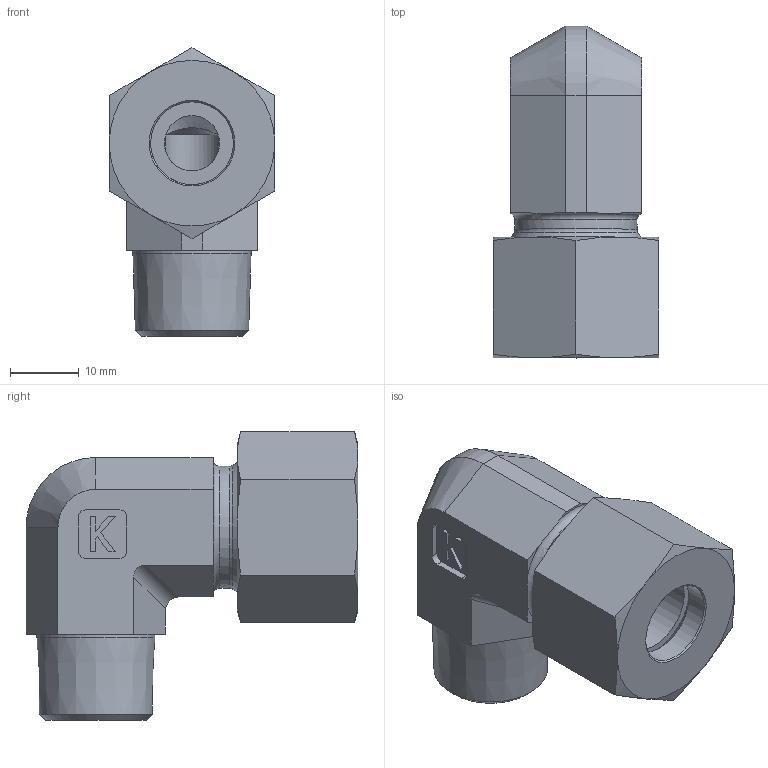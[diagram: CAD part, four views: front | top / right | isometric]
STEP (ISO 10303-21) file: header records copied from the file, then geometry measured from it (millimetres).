
FILE_DESCRIPTION((''),'2;1');
FILE_NAME('24003123820.stp','2014-08-26T10:54:31',(''),('KNOMI spol. s r. o.'),'Autodesk Inventor 2012','Autodesk Inventor 2012','');
FILE_SCHEMA(('AUTOMOTIVE_DESIGN { 1 2 10303 214 0 1 1 1 }'));
Length unit declared in the file: millimetre
Products named in the file (4): LHCR3K 12LRkuž R3/8/M20x1; 23003 123820; 3981220; 40112
Assembly tree (3 placements, depth 2):
  LHCR3K 12LRkuž R3/8/M20x1
    23003 123820
    3981220
    40112
Bounding box: 24 x 48.1 x 41.86 mm (x, y, z)
Volume: 17993.8 mm3; surface area: 9352.2 mm2
Topology: 3 solids, 3 shells, 111 faces, 267 edges, 172 vertices
Faces by surface type: plane 52, cone 33, cylinder 23, torus 3
Full cylindrical faces by diameter (mm): 8 x2, 12 x3, 14.3 x1, 16 x1, 17.131 x1, 17.7 x1, 18.376 x1, 20 x1
Entity records: 3309 total; most frequent: CARTESIAN_POINT 659, DIRECTION 516, ORIENTED_EDGE 452, EDGE_CURVE 226, AXIS2_PLACEMENT_3D 201, VERTEX_POINT 152, EDGE_LOOP 148, STYLED_ITEM 120
